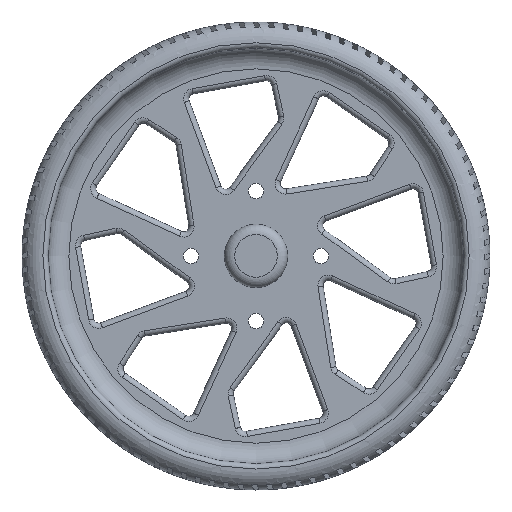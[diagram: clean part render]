
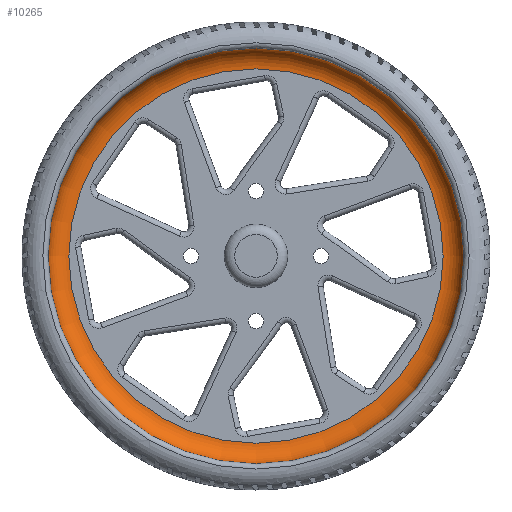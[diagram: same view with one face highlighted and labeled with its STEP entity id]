
A CAD part, top view. The second image highlights one B-rep face of the part: STEP entity #10265.
In plain terms, the highlighted toroidal (fillet/blend) face has major radius 36 mm and minor radius 4 mm.
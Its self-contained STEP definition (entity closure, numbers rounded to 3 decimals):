
#1606=FACE_OUTER_BOUND('',#2225,.T.);
#2225=EDGE_LOOP('',(#7224,#7225,#7226,#7227,#7228,#7229));
#3583=CIRCLE('',#11029,40.);
#3584=CIRCLE('',#11030,4.);
#3585=CIRCLE('',#11031,36.);
#3586=CIRCLE('',#11032,36.);
#3587=CIRCLE('',#11033,40.);
#4386=VERTEX_POINT('',#18228);
#4387=VERTEX_POINT('',#18229);
#4388=VERTEX_POINT('',#18231);
#4389=VERTEX_POINT('',#18233);
#5495=EDGE_CURVE('',#4386,#4387,#3583,.T.);
#5496=EDGE_CURVE('',#4387,#4388,#3584,.T.);
#5497=EDGE_CURVE('',#4388,#4389,#3585,.T.);
#5498=EDGE_CURVE('',#4389,#4388,#3586,.T.);
#5499=EDGE_CURVE('',#4387,#4386,#3587,.T.);
#7224=ORIENTED_EDGE('',*,*,#5495,.T.);
#7225=ORIENTED_EDGE('',*,*,#5496,.T.);
#7226=ORIENTED_EDGE('',*,*,#5497,.T.);
#7227=ORIENTED_EDGE('',*,*,#5498,.T.);
#7228=ORIENTED_EDGE('',*,*,#5496,.F.);
#7229=ORIENTED_EDGE('',*,*,#5499,.T.);
#10183=TOROIDAL_SURFACE('',#11028,36.,4.);
#10265=ADVANCED_FACE('',(#1606),#10183,.F.);
#11028=AXIS2_PLACEMENT_3D('',#18227,#12497,#12498);
#11029=AXIS2_PLACEMENT_3D('',#18230,#12499,#12500);
#11030=AXIS2_PLACEMENT_3D('',#18232,#12501,#12502);
#11031=AXIS2_PLACEMENT_3D('',#18234,#12503,#12504);
#11032=AXIS2_PLACEMENT_3D('',#18235,#12505,#12506);
#11033=AXIS2_PLACEMENT_3D('',#18236,#12507,#12508);
#12497=DIRECTION('center_axis',(0.,0.,1.));
#12498=DIRECTION('ref_axis',(1.,0.,0.));
#12499=DIRECTION('center_axis',(0.,0.,1.));
#12500=DIRECTION('ref_axis',(-1.,0.,0.));
#12501=DIRECTION('center_axis',(0.,-1.,0.));
#12502=DIRECTION('ref_axis',(-1.,0.,0.));
#12503=DIRECTION('center_axis',(0.,0.,-1.));
#12504=DIRECTION('ref_axis',(-1.,0.,0.));
#12505=DIRECTION('center_axis',(0.,0.,-1.));
#12506=DIRECTION('ref_axis',(-1.,0.,0.));
#12507=DIRECTION('center_axis',(0.,0.,1.));
#12508=DIRECTION('ref_axis',(-1.,0.,0.));
#18227=CARTESIAN_POINT('Origin',(0.,0.,4.));
#18228=CARTESIAN_POINT('',(40.,0.,4.));
#18229=CARTESIAN_POINT('',(-40.,0.,4.));
#18230=CARTESIAN_POINT('Origin',(0.,0.,4.));
#18231=CARTESIAN_POINT('',(-36.,0.,0.));
#18232=CARTESIAN_POINT('Origin',(-36.,0.,4.));
#18233=CARTESIAN_POINT('',(36.,0.,0.));
#18234=CARTESIAN_POINT('Origin',(0.,0.,0.));
#18235=CARTESIAN_POINT('Origin',(0.,0.,0.));
#18236=CARTESIAN_POINT('Origin',(0.,0.,4.));
